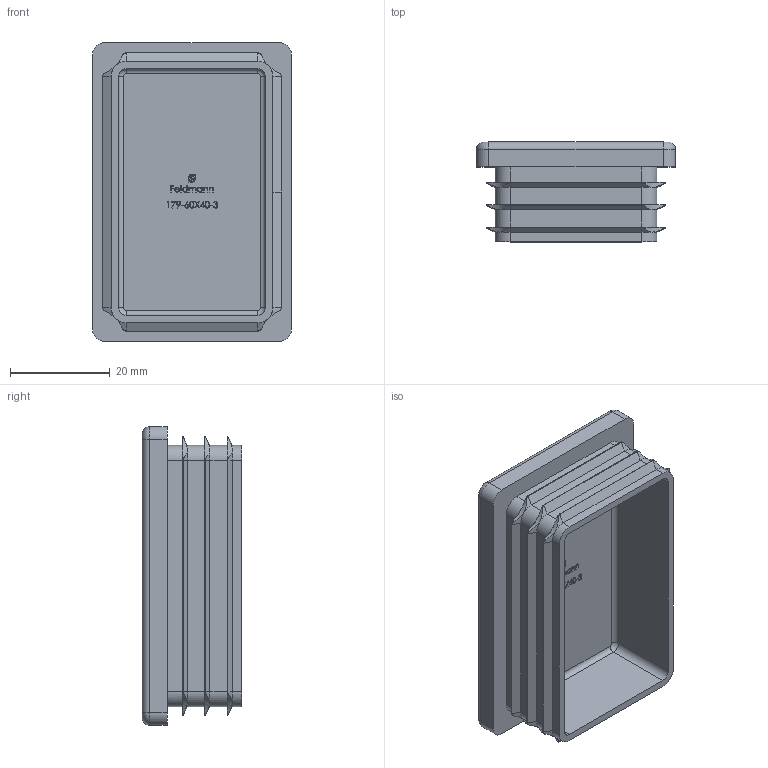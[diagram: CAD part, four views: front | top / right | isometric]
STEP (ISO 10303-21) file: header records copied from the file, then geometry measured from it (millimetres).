
FILE_DESCRIPTION (( 'STEP AP203' ), '1' );
FILE_NAME ('179-60X40-3.step', '2021-01-25T13:14:34', ( '' ), ( '' ), 'SwSTEP 2.0', 'SolidWorks 2018', '' );
FILE_SCHEMA (( 'CONFIG_CONTROL_DESIGN' ));
Length unit declared in the file: millimetre
Products named in the file (2): 179-60X40-3
Bounding box: 40 x 20 x 60 mm (x, y, z)
Volume: 15955.7 mm3; surface area: 11686.6 mm2
Topology: 1 solids, 1 shells, 519 faces, 1343 edges, 856 vertices
Faces by surface type: plane 238, bspline 118, cylinder 83, torus 56, cone 24
Entity records: 22263 total; most frequent: CARTESIAN_POINT 10366, ORIENTED_EDGE 2686, DIRECTION 2012, EDGE_CURVE 1343, VERTEX_POINT 856, VECTOR 720, LINE 720, AXIS2_PLACEMENT_3D 646
